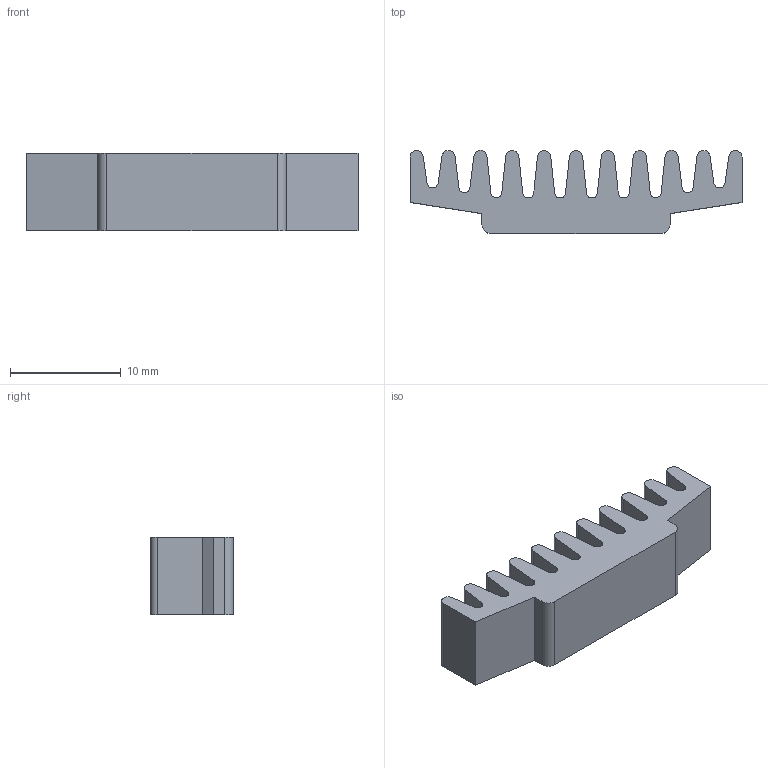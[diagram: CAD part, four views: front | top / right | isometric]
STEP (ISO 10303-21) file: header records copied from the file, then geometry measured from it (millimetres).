
FILE_DESCRIPTION((''),'2;1');
FILE_NAME('ICK_SMD_C_7.stp','2014-03-05T12:11:14',('lochen'),(''),'Autodesk Inventor 2012','Autodesk Inventor 2012','');
FILE_SCHEMA(('AUTOMOTIVE_DESIGN { 1 0 10303 214 1 1 1 1 }'));
Length unit declared in the file: millimetre
Products named in the file (1): ICK_SMD_C_7
Bounding box: 30 x 7.5 x 7 mm (x, y, z)
Volume: 980.1 mm3; surface area: 1235.5 mm2
Topology: 1 solids, 1 shells, 52 faces, 150 edges, 100 vertices
Faces by surface type: plane 29, cylinder 23
Entity records: 1805 total; most frequent: CARTESIAN_POINT 303, DIRECTION 302, ORIENTED_EDGE 300, EDGE_CURVE 150, VECTOR 104, LINE 104, VERTEX_POINT 100, AXIS2_PLACEMENT_3D 99
